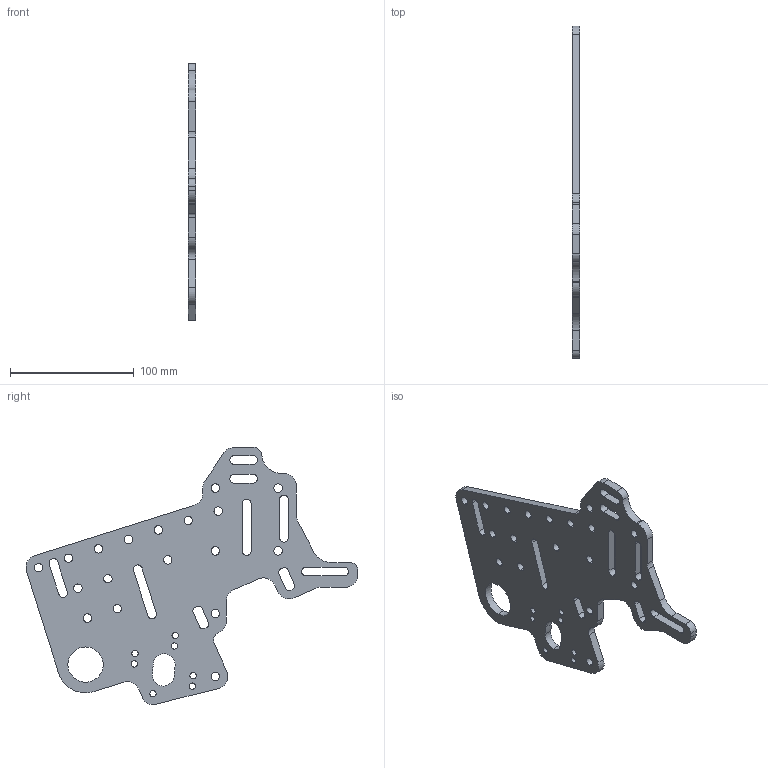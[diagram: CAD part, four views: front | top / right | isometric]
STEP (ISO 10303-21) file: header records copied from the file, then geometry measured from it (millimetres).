
FILE_DESCRIPTION (( 'STEP AP214' ), '1' );
FILE_NAME ('intake v2.STEP', '2024-02-10T05:07:39', ( '' ), ( '' ), 'SwSTEP 2.0', 'SolidWorks 2023', '' );
FILE_SCHEMA (( 'AUTOMOTIVE_DESIGN' ));
Length unit declared in the file: inch
Products named in the file (1): intake v2
Bounding box: 6.35 x 268.6 x 208.11 mm (x, y, z)
Volume: 151713.1 mm3; surface area: 61315.1 mm2
Topology: 1 solids, 1 shells, 153 faces, 453 edges, 302 vertices
Faces by surface type: cylinder 110, plane 43
Entity records: 5398 total; most frequent: DIRECTION 981, CARTESIAN_POINT 909, ORIENTED_EDGE 906, EDGE_CURVE 453, AXIS2_PLACEMENT_3D 374, VERTEX_POINT 302, VECTOR 233, LINE 233
